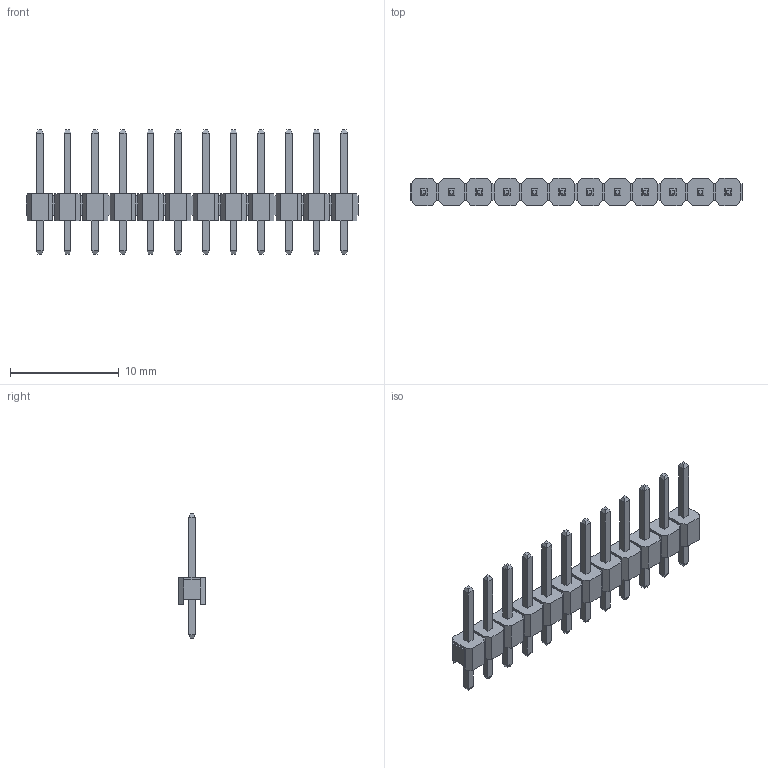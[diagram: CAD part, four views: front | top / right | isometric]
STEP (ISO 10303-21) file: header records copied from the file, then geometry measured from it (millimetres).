
FILE_DESCRIPTION(/* description */ (''),/* implementation_level */ '2;1');
FILE_NAME(/* name */ 'PREC012SAAN-RC v1.step',/* time_stamp */ '2023-06-03T21:22:50-07:00',/* author */ (''),/* organization */ (''),/* preprocessor_version */ 'ST-DEVELOPER v19.2',/* originating_system */ 'Autodesk Translation Framework v12.4.0.73',/* authorisation */ '');
FILE_SCHEMA (('AUTOMOTIVE_DESIGN { 1 0 10303 214 3 1 1 }'));
Length unit declared in the file: inch
Products named in the file (1): PREC012SAAN-RC
Bounding box: 30.48 x 2.54 x 11.39 mm (x, y, z)
Volume: 195 mm3; surface area: 757.6 mm2
Topology: 13 solids, 13 shells, 462 faces, 1068 edges, 632 vertices
Faces by surface type: plane 462
Entity records: 12563 total; most frequent: CARTESIAN_POINT 2163, ORIENTED_EDGE 2136, DIRECTION 1994, LINE 1068, VECTOR 1068, EDGE_CURVE 1068, VERTEX_POINT 632, EDGE_LOOP 486
